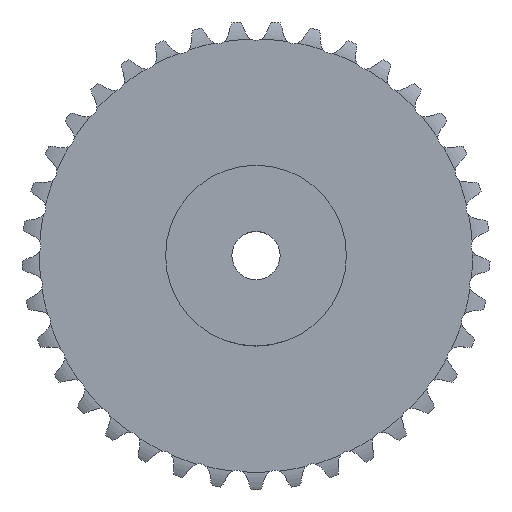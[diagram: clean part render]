
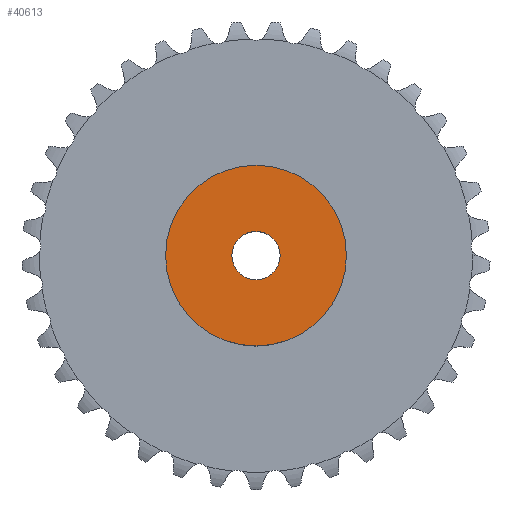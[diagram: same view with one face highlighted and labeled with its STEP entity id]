
A CAD part, top view. The second image highlights one B-rep face of the part: STEP entity #40613.
In plain terms, the highlighted planar face has unit normal (0, 0, 1).
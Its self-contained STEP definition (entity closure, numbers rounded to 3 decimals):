
#4617 = CYLINDRICAL_SURFACE('',#4618,15.);
#4618 = AXIS2_PLACEMENT_3D('',#4619,#4620,#4621);
#4619 = CARTESIAN_POINT('',(0.,0.,0.));
#4620 = DIRECTION('',(-0.,-0.,-1.));
#4621 = DIRECTION('',(1.,0.,0.));
#25717 = VERTEX_POINT('',#25718);
#25718 = CARTESIAN_POINT('',(15.,0.,16.));
#25739 = EDGE_CURVE('',#25717,#25717,#25740,.T.);
#25740 = SURFACE_CURVE('',#25741,(#25746,#25753),.PCURVE_S1.);
#25741 = CIRCLE('',#25742,15.);
#25742 = AXIS2_PLACEMENT_3D('',#25743,#25744,#25745);
#25743 = CARTESIAN_POINT('',(0.,0.,16.));
#25744 = DIRECTION('',(0.,0.,1.));
#25745 = DIRECTION('',(1.,0.,0.));
#25746 = PCURVE('',#4617,#25747);
#25747 = DEFINITIONAL_REPRESENTATION('',(#25748),#25752);
#25748 = LINE('',#25749,#25750);
#25749 = CARTESIAN_POINT('',(-0.,-16.));
#25750 = VECTOR('',#25751,1.);
#25751 = DIRECTION('',(-1.,0.));
#25752 = ( GEOMETRIC_REPRESENTATION_CONTEXT(2) 
PARAMETRIC_REPRESENTATION_CONTEXT() REPRESENTATION_CONTEXT('2D SPACE',''
  ) );
#25753 = PCURVE('',#25754,#25759);
#25754 = PLANE('',#25755);
#25755 = AXIS2_PLACEMENT_3D('',#25756,#25757,#25758);
#25756 = CARTESIAN_POINT('',(0.,0.,16.)
  );
#25757 = DIRECTION('',(0.,0.,1.));
#25758 = DIRECTION('',(1.,0.,0.));
#25759 = DEFINITIONAL_REPRESENTATION('',(#25760),#25764);
#25760 = CIRCLE('',#25761,15.);
#25761 = AXIS2_PLACEMENT_2D('',#25762,#25763);
#25762 = CARTESIAN_POINT('',(0.,0.));
#25763 = DIRECTION('',(1.,0.));
#25764 = ( GEOMETRIC_REPRESENTATION_CONTEXT(2) 
PARAMETRIC_REPRESENTATION_CONTEXT() REPRESENTATION_CONTEXT('2D SPACE',''
  ) );
#34516 = CYLINDRICAL_SURFACE('',#34517,4.);
#34517 = AXIS2_PLACEMENT_3D('',#34518,#34519,#34520);
#34518 = CARTESIAN_POINT('',(0.,0.,116.979));
#34519 = DIRECTION('',(0.,0.,1.));
#34520 = DIRECTION('',(1.,0.,0.));
#40613 = ADVANCED_FACE('',(#40614,#40617),#25754,.T.);
#40614 = FACE_BOUND('',#40615,.T.);
#40615 = EDGE_LOOP('',(#40616));
#40616 = ORIENTED_EDGE('',*,*,#25739,.T.);
#40617 = FACE_BOUND('',#40618,.T.);
#40618 = EDGE_LOOP('',(#40619));
#40619 = ORIENTED_EDGE('',*,*,#40620,.F.);
#40620 = EDGE_CURVE('',#40621,#40621,#40623,.T.);
#40621 = VERTEX_POINT('',#40622);
#40622 = CARTESIAN_POINT('',(4.,0.,16.));
#40623 = SURFACE_CURVE('',#40624,(#40629,#40636),.PCURVE_S1.);
#40624 = CIRCLE('',#40625,4.);
#40625 = AXIS2_PLACEMENT_3D('',#40626,#40627,#40628);
#40626 = CARTESIAN_POINT('',(0.,0.,16.));
#40627 = DIRECTION('',(0.,0.,1.));
#40628 = DIRECTION('',(1.,0.,0.));
#40629 = PCURVE('',#25754,#40630);
#40630 = DEFINITIONAL_REPRESENTATION('',(#40631),#40635);
#40631 = CIRCLE('',#40632,4.);
#40632 = AXIS2_PLACEMENT_2D('',#40633,#40634);
#40633 = CARTESIAN_POINT('',(0.,0.));
#40634 = DIRECTION('',(1.,0.));
#40635 = ( GEOMETRIC_REPRESENTATION_CONTEXT(2) 
PARAMETRIC_REPRESENTATION_CONTEXT() REPRESENTATION_CONTEXT('2D SPACE',''
  ) );
#40636 = PCURVE('',#34516,#40637);
#40637 = DEFINITIONAL_REPRESENTATION('',(#40638),#40642);
#40638 = LINE('',#40639,#40640);
#40639 = CARTESIAN_POINT('',(0.,-100.979));
#40640 = VECTOR('',#40641,1.);
#40641 = DIRECTION('',(1.,0.));
#40642 = ( GEOMETRIC_REPRESENTATION_CONTEXT(2) 
PARAMETRIC_REPRESENTATION_CONTEXT() REPRESENTATION_CONTEXT('2D SPACE',''
  ) );
